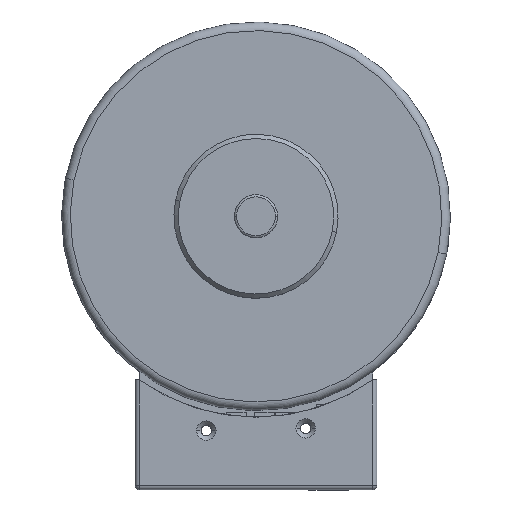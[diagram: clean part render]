
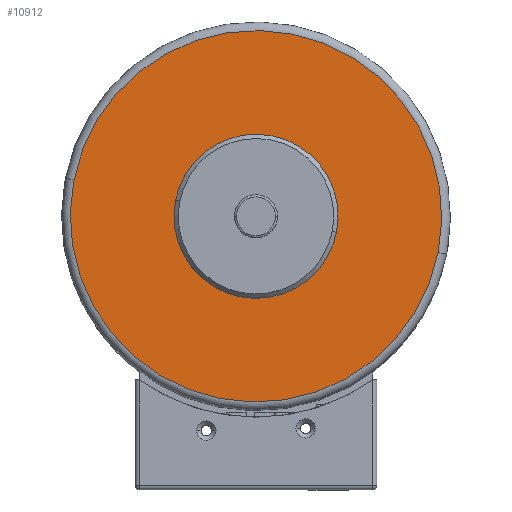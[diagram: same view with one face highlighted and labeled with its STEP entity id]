
A CAD part, top view. The second image highlights one B-rep face of the part: STEP entity #10912.
In plain terms, the highlighted face is planar.
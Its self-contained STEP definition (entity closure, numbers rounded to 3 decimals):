
#943 = VERTEX_POINT ( 'NONE', #3919 ) ;
#1785 = CIRCLE ( 'NONE', #13215, 19. ) ;
#1904 = DIRECTION ( 'NONE',  ( 0., 0., 1. ) ) ;
#2564 = DIRECTION ( 'NONE',  ( 0., 0., -1. ) ) ;
#3412 = EDGE_CURVE ( 'NONE', #943, #10477, #5775, .T. ) ;
#3919 = CARTESIAN_POINT ( 'NONE',  ( 2., 0., -43. ) ) ;
#4598 = CARTESIAN_POINT ( 'NONE',  ( 2., 0., 0. ) ) ;
#5064 = CARTESIAN_POINT ( 'NONE',  ( 2., 0., 43. ) ) ;
#5372 = CARTESIAN_POINT ( 'NONE',  ( 2., 0., 19. ) ) ;
#5774 = DIRECTION ( 'NONE',  ( 0., 0., 1. ) ) ;
#5775 = CIRCLE ( 'NONE', #7040, 43. ) ;
#6230 = CARTESIAN_POINT ( 'NONE',  ( 2., 0., 0. ) ) ;
#6944 = DIRECTION ( 'NONE',  ( 1., 0., 0. ) ) ;
#7040 = AXIS2_PLACEMENT_3D ( 'NONE', #6230, #22719, #8278 ) ;
#8278 = DIRECTION ( 'NONE',  ( 0., 0., 1. ) ) ;
#8871 = AXIS2_PLACEMENT_3D ( 'NONE', #20053, #21840, #5774 ) ;
#9397 = CIRCLE ( 'NONE', #15948, 19. ) ;
#10477 = VERTEX_POINT ( 'NONE', #5064 ) ;
#10764 = DIRECTION ( 'NONE',  ( -1., 0., 0. ) ) ;
#10912 = ADVANCED_FACE ( 'NONE', ( #11723, #12375 ), #25121, .F. ) ;
#11247 = EDGE_CURVE ( 'NONE', #16853, #11551, #1785, .T. ) ;
#11551 = VERTEX_POINT ( 'NONE', #5372 ) ;
#11579 = DIRECTION ( 'NONE',  ( -1., 0., 0. ) ) ;
#11723 = FACE_BOUND ( 'NONE', #16855, .T. ) ;
#12375 = FACE_OUTER_BOUND ( 'NONE', #16496, .T. ) ;
#12997 = ORIENTED_EDGE ( 'NONE', *, *, #25610, .F. ) ;
#13215 = AXIS2_PLACEMENT_3D ( 'NONE', #26171, #11579, #1904 ) ;
#14742 = CIRCLE ( 'NONE', #8871, 43. ) ;
#15948 = AXIS2_PLACEMENT_3D ( 'NONE', #4598, #10764, #18896 ) ;
#16496 = EDGE_LOOP ( 'NONE', ( #22665, #24348 ) ) ;
#16853 = VERTEX_POINT ( 'NONE', #18297 ) ;
#16855 = EDGE_LOOP ( 'NONE', ( #12997, #16893 ) ) ;
#16893 = ORIENTED_EDGE ( 'NONE', *, *, #11247, .F. ) ;
#17136 = CARTESIAN_POINT ( 'NONE',  ( 2., 19., 0. ) ) ;
#18297 = CARTESIAN_POINT ( 'NONE',  ( 2., 0., -19. ) ) ;
#18896 = DIRECTION ( 'NONE',  ( 0., 0., 1. ) ) ;
#20053 = CARTESIAN_POINT ( 'NONE',  ( 2., 0., 0. ) ) ;
#20346 = AXIS2_PLACEMENT_3D ( 'NONE', #17136, #6944, #2564 ) ;
#21788 = EDGE_CURVE ( 'NONE', #10477, #943, #14742, .T. ) ;
#21840 = DIRECTION ( 'NONE',  ( -1., 0., 0. ) ) ;
#22665 = ORIENTED_EDGE ( 'NONE', *, *, #21788, .T. ) ;
#22719 = DIRECTION ( 'NONE',  ( -1., 0., 0. ) ) ;
#24348 = ORIENTED_EDGE ( 'NONE', *, *, #3412, .T. ) ;
#25121 = PLANE ( 'NONE',  #20346 ) ;
#25610 = EDGE_CURVE ( 'NONE', #11551, #16853, #9397, .T. ) ;
#26171 = CARTESIAN_POINT ( 'NONE',  ( 2., 0., 0. ) ) ;
